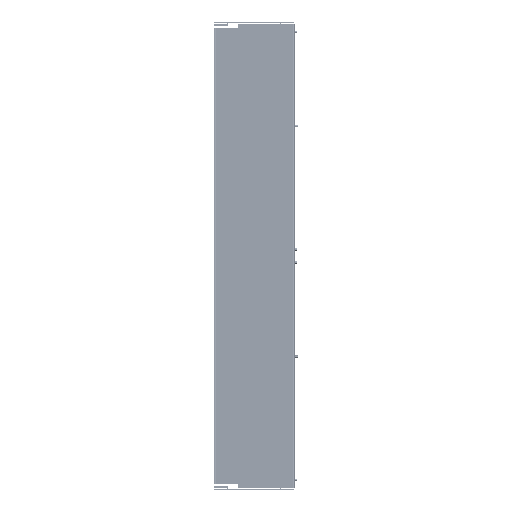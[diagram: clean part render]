
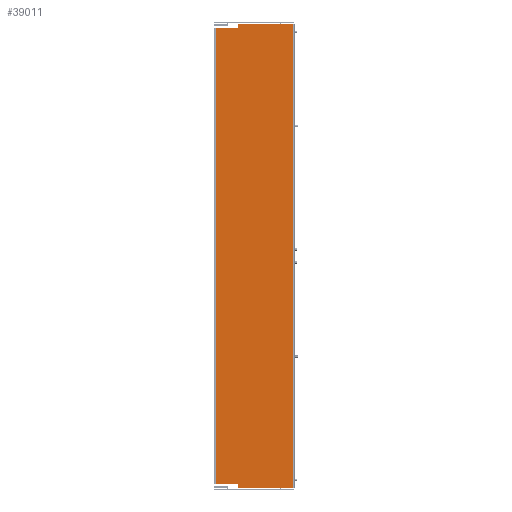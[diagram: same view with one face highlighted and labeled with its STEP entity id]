
A CAD part, left-side view. The second image highlights one B-rep face of the part: STEP entity #39011.
In plain terms, the highlighted planar face has unit normal (-1, 0, 0).
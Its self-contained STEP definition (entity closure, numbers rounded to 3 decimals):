
#631 = VECTOR ( 'NONE', #4070, 1000. ) ;
#1411 = CARTESIAN_POINT ( 'NONE',  ( 0., 0., 743. ) ) ;
#1968 = DIRECTION ( 'NONE',  ( 0., 0., -1. ) ) ;
#3155 = ORIENTED_EDGE ( 'NONE', *, *, #25373, .T. ) ;
#3191 = CARTESIAN_POINT ( 'NONE',  ( 0., 126., 743. ) ) ;
#3280 = DIRECTION ( 'NONE',  ( 0., 0., 1. ) ) ;
#4070 = DIRECTION ( 'NONE',  ( 0., -1., 0. ) ) ;
#4485 = ORIENTED_EDGE ( 'NONE', *, *, #39522, .T. ) ;
#5651 = CARTESIAN_POINT ( 'NONE',  ( 0., 1., 0. ) ) ;
#6013 = LINE ( 'NONE', #36245, #39754 ) ;
#7150 = PLANE ( 'NONE',  #8775 ) ;
#7486 = EDGE_CURVE ( 'NONE', #30556, #22192, #6013, .T. ) ;
#8145 = DIRECTION ( 'NONE',  ( 0., 0., -1. ) ) ;
#8455 = DIRECTION ( 'NONE',  ( 0., 1., 0. ) ) ;
#8775 = AXIS2_PLACEMENT_3D ( 'NONE', #38003, #10206, #31716 ) ;
#8820 = EDGE_LOOP ( 'NONE', ( #12764, #4485, #18688, #16180, #3155, #26473, #29559, #13741 ) ) ;
#9908 = VECTOR ( 'NONE', #8145, 1000. ) ;
#9973 = LINE ( 'NONE', #12636, #631 ) ;
#10206 = DIRECTION ( 'NONE',  ( 1., 0., 0. ) ) ;
#10873 = DIRECTION ( 'NONE',  ( 0., 0., -1. ) ) ;
#10945 = LINE ( 'NONE', #1411, #30675 ) ;
#11391 = VERTEX_POINT ( 'NONE', #23470 ) ;
#12134 = EDGE_CURVE ( 'NONE', #23850, #32879, #37217, .T. ) ;
#12636 = CARTESIAN_POINT ( 'NONE',  ( 0., 0., 0. ) ) ;
#12764 = ORIENTED_EDGE ( 'NONE', *, *, #28891, .T. ) ;
#13352 = LINE ( 'NONE', #35604, #24185 ) ;
#13741 = ORIENTED_EDGE ( 'NONE', *, *, #7486, .T. ) ;
#15349 = CARTESIAN_POINT ( 'NONE',  ( 0., 0., 7. ) ) ;
#15910 = VERTEX_POINT ( 'NONE', #35203 ) ;
#16180 = ORIENTED_EDGE ( 'NONE', *, *, #12134, .T. ) ;
#16765 = CARTESIAN_POINT ( 'NONE',  ( 0., 126., 7. ) ) ;
#17091 = VECTOR ( 'NONE', #3280, 1000. ) ;
#17638 = VECTOR ( 'NONE', #1968, 1000. ) ;
#18093 = EDGE_CURVE ( 'NONE', #11391, #15910, #9973, .T. ) ;
#18688 = ORIENTED_EDGE ( 'NONE', *, *, #25980, .F. ) ;
#19032 = CARTESIAN_POINT ( 'NONE',  ( 0., 1., 750. ) ) ;
#21139 = VERTEX_POINT ( 'NONE', #22760 ) ;
#21310 = CARTESIAN_POINT ( 'NONE',  ( 0., 90.5, 0. ) ) ;
#22192 = VERTEX_POINT ( 'NONE', #33204 ) ;
#22760 = CARTESIAN_POINT ( 'NONE',  ( 0., 90.5, 743. ) ) ;
#23470 = CARTESIAN_POINT ( 'NONE',  ( 0., 90.5, 0. ) ) ;
#23850 = VERTEX_POINT ( 'NONE', #16765 ) ;
#24185 = VECTOR ( 'NONE', #10873, 1000. ) ;
#24730 = EDGE_CURVE ( 'NONE', #30556, #15910, #29187, .T. ) ;
#25034 = FACE_OUTER_BOUND ( 'NONE', #8820, .T. ) ;
#25373 = EDGE_CURVE ( 'NONE', #32879, #11391, #13352, .T. ) ;
#25980 = EDGE_CURVE ( 'NONE', #23850, #26444, #27041, .T. ) ;
#26444 = VERTEX_POINT ( 'NONE', #3191 ) ;
#26473 = ORIENTED_EDGE ( 'NONE', *, *, #18093, .T. ) ;
#27041 = LINE ( 'NONE', #39416, #17091 ) ;
#28891 = EDGE_CURVE ( 'NONE', #22192, #21139, #36737, .T. ) ;
#29187 = LINE ( 'NONE', #5651, #17638 ) ;
#29559 = ORIENTED_EDGE ( 'NONE', *, *, #24730, .F. ) ;
#30556 = VERTEX_POINT ( 'NONE', #19032 ) ;
#30675 = VECTOR ( 'NONE', #35681, 1000. ) ;
#31716 = DIRECTION ( 'NONE',  ( 0., 1., 0. ) ) ;
#32879 = VERTEX_POINT ( 'NONE', #35116 ) ;
#33204 = CARTESIAN_POINT ( 'NONE',  ( 0., 90.5, 750. ) ) ;
#33975 = DIRECTION ( 'NONE',  ( 0., -1., 0. ) ) ;
#34368 = VECTOR ( 'NONE', #33975, 1000. ) ;
#35116 = CARTESIAN_POINT ( 'NONE',  ( 0., 90.5, 7. ) ) ;
#35203 = CARTESIAN_POINT ( 'NONE',  ( 0., 1., 0. ) ) ;
#35604 = CARTESIAN_POINT ( 'NONE',  ( 0., 90.5, 0. ) ) ;
#35681 = DIRECTION ( 'NONE',  ( 0., 1., 0. ) ) ;
#36245 = CARTESIAN_POINT ( 'NONE',  ( 0., 0., 750. ) ) ;
#36737 = LINE ( 'NONE', #21310, #9908 ) ;
#37217 = LINE ( 'NONE', #15349, #34368 ) ;
#38003 = CARTESIAN_POINT ( 'NONE',  ( 0., 0., 0. ) ) ;
#39011 = ADVANCED_FACE ( 'NONE', ( #25034 ), #7150, .F. ) ;
#39416 = CARTESIAN_POINT ( 'NONE',  ( 0., 126., 0. ) ) ;
#39522 = EDGE_CURVE ( 'NONE', #21139, #26444, #10945, .T. ) ;
#39754 = VECTOR ( 'NONE', #8455, 1000. ) ;
